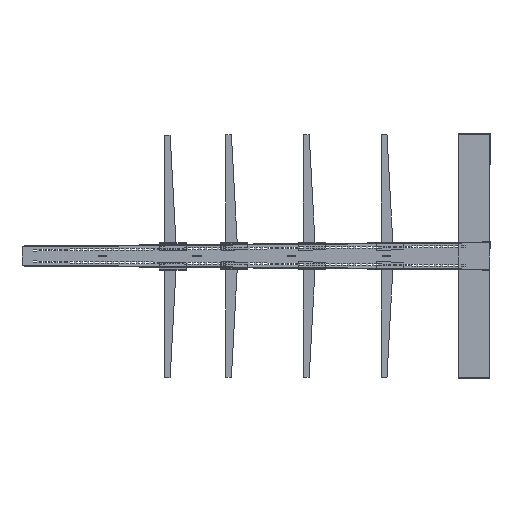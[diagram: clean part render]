
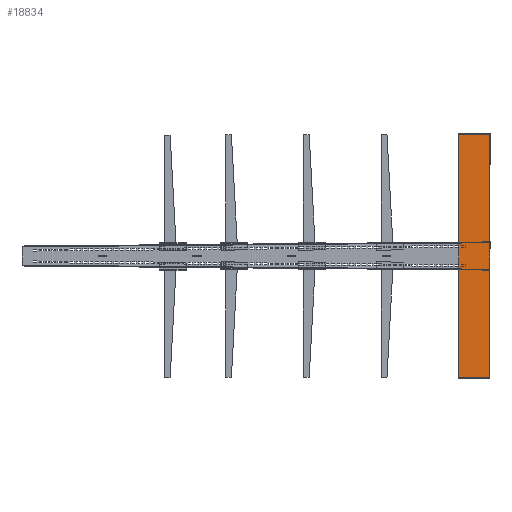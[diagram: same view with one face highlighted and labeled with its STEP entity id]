
A CAD part, left-side view. The second image highlights one B-rep face of the part: STEP entity #18834.
In plain terms, the highlighted face is planar.
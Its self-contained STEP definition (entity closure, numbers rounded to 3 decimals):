
#250 = VERTEX_POINT ( 'NONE', #2203 ) ;
#585 = AXIS2_PLACEMENT_3D ( 'NONE', #29555, #25054, #8309 ) ;
#1440 = LINE ( 'NONE', #18186, #15993 ) ;
#1486 = ORIENTED_EDGE ( 'NONE', *, *, #4425, .F. ) ;
#2156 = ORIENTED_EDGE ( 'NONE', *, *, #22078, .F. ) ;
#2203 = CARTESIAN_POINT ( 'NONE',  ( 137.5, 0., -1465. ) ) ;
#3728 = EDGE_CURVE ( 'NONE', #23329, #250, #22277, .T. ) ;
#4425 = EDGE_CURVE ( 'NONE', #15126, #4645, #13523, .T. ) ;
#4645 = VERTEX_POINT ( 'NONE', #29467 ) ;
#6131 = VECTOR ( 'NONE', #9182, 1000. ) ;
#6389 = DIRECTION ( 'NONE',  ( 0., 0., -1. ) ) ;
#8309 = DIRECTION ( 'NONE',  ( 0., -1., 0. ) ) ;
#9182 = DIRECTION ( 'NONE',  ( 0., 1., 0. ) ) ;
#10904 = CARTESIAN_POINT ( 'NONE',  ( 137.5, 0., -1465. ) ) ;
#12641 = DIRECTION ( 'NONE',  ( 0., 0., -1. ) ) ;
#13384 = CARTESIAN_POINT ( 'NONE',  ( 137.5, 375., 1465. ) ) ;
#13523 = LINE ( 'NONE', #30273, #20698 ) ;
#13737 = VECTOR ( 'NONE', #12641, 1000. ) ;
#15126 = VERTEX_POINT ( 'NONE', #13384 ) ;
#15185 = EDGE_CURVE ( 'NONE', #250, #4645, #30438, .T. ) ;
#15993 = VECTOR ( 'NONE', #22993, 1000. ) ;
#17593 = EDGE_LOOP ( 'NONE', ( #20460, #1486, #2156, #27080 ) ) ;
#17808 = CARTESIAN_POINT ( 'NONE',  ( 137.5, 0., 1465. ) ) ;
#17940 = PLANE ( 'NONE',  #585 ) ;
#18186 = CARTESIAN_POINT ( 'NONE',  ( 137.5, 0., 1465. ) ) ;
#18834 = ADVANCED_FACE ( 'NONE', ( #22432 ), #17940, .F. ) ;
#20460 = ORIENTED_EDGE ( 'NONE', *, *, #15185, .T. ) ;
#20698 = VECTOR ( 'NONE', #6389, 1000. ) ;
#22078 = EDGE_CURVE ( 'NONE', #23329, #15126, #1440, .T. ) ;
#22277 = LINE ( 'NONE', #22571, #13737 ) ;
#22432 = FACE_OUTER_BOUND ( 'NONE', #17593, .T. ) ;
#22571 = CARTESIAN_POINT ( 'NONE',  ( 137.5, 0., 1465. ) ) ;
#22993 = DIRECTION ( 'NONE',  ( 0., 1., 0. ) ) ;
#23329 = VERTEX_POINT ( 'NONE', #17808 ) ;
#25054 = DIRECTION ( 'NONE',  ( -1., 0., 0. ) ) ;
#27080 = ORIENTED_EDGE ( 'NONE', *, *, #3728, .T. ) ;
#29467 = CARTESIAN_POINT ( 'NONE',  ( 137.5, 375., -1465. ) ) ;
#29555 = CARTESIAN_POINT ( 'NONE',  ( 137.5, 0., 1465. ) ) ;
#30273 = CARTESIAN_POINT ( 'NONE',  ( 137.5, 375., 1465. ) ) ;
#30438 = LINE ( 'NONE', #10904, #6131 ) ;
